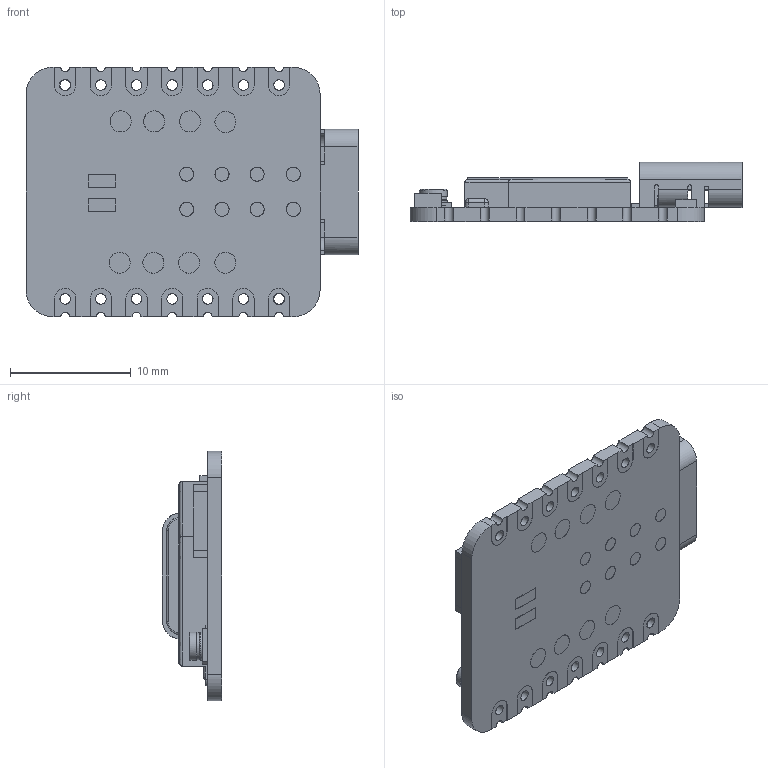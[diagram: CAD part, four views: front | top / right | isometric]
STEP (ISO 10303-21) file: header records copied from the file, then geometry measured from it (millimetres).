
FILE_DESCRIPTION(('FreeCAD Model'),'2;1');
FILE_NAME('Open CASCADE Shape Model','2025-05-03T01:39:39',('FreeCAD'),( 'FreeCAD'),'Open CASCADE STEP processor 7.6','FreeCAD','Unknown');
FILE_SCHEMA(('AUTOMOTIVE_DESIGN { 1 0 10303 214 1 1 1 1 }'));
Products named in the file (1): Open CASCADE STEP translator 7.6 1
Bounding box: 27.47 x 4.89 x 20.64 mm (x, y, z)
Volume: 861.6 mm3; surface area: 3192.9 mm2
Topology: 54 solids, 54 shells, 2161 faces, 5781 edges, 3806 vertices
Faces by surface type: bspline 2161
Entity records: 67171 total; most frequent: CARTESIAN_POINT 31927, ORIENTED_EDGE 11534, EDGE_CURVE 5767, B_SPLINE_CURVE_WITH_KNOTS 5332, VERTEX_POINT 3806, FACE_BOUND 2297, EDGE_LOOP 2297, ADVANCED_FACE 2161
